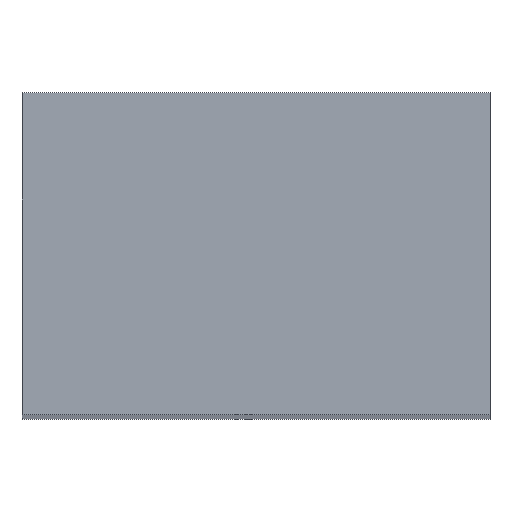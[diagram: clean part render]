
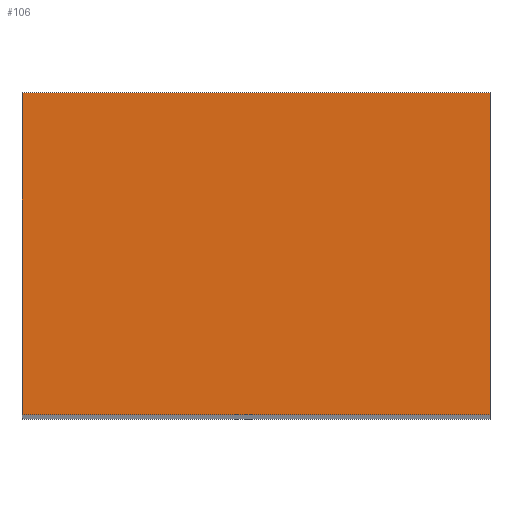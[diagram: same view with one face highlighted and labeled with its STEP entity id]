
A CAD part, top view. The second image highlights one B-rep face of the part: STEP entity #106.
In plain terms, the highlighted planar face has unit normal (0, 0, 1).
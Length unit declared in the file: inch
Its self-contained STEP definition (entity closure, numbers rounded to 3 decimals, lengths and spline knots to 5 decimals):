
#20=FACE_OUTER_BOUND('',#26,.T.);
#26=EDGE_LOOP('',(#91,#92,#93,#94));
#31=LINE('',#166,#43);
#34=LINE('',#171,#46);
#36=LINE('',#175,#48);
#38=LINE('',#178,#50);
#43=VECTOR('',#137,0.3937);
#46=VECTOR('',#142,0.3937);
#48=VECTOR('',#146,0.3937);
#50=VECTOR('',#150,0.3937);
#55=VERTEX_POINT('',#164);
#56=VERTEX_POINT('',#165);
#57=VERTEX_POINT('',#170);
#58=VERTEX_POINT('',#174);
#63=EDGE_CURVE('',#55,#56,#31,.T.);
#66=EDGE_CURVE('',#56,#57,#34,.T.);
#68=EDGE_CURVE('',#57,#58,#36,.T.);
#70=EDGE_CURVE('',#58,#55,#38,.T.);
#91=ORIENTED_EDGE('',*,*,#68,.F.);
#92=ORIENTED_EDGE('',*,*,#66,.F.);
#93=ORIENTED_EDGE('',*,*,#63,.F.);
#94=ORIENTED_EDGE('',*,*,#70,.F.);
#100=PLANE('',#126);
#106=ADVANCED_FACE('',(#20),#100,.F.);
#126=AXIS2_PLACEMENT_3D('',#179,#151,#152);
#137=DIRECTION('',(1.,0.,0.));
#142=DIRECTION('',(0.,-1.,0.));
#146=DIRECTION('',(-1.,0.,0.));
#150=DIRECTION('',(0.,1.,0.));
#151=DIRECTION('center_axis',(0.,0.,-1.));
#152=DIRECTION('ref_axis',(1.,0.,0.));
#164=CARTESIAN_POINT('',(-229.875,-3.,23.875));
#165=CARTESIAN_POINT('',(-225.875,-3.,23.875));
#166=CARTESIAN_POINT('',(-227.875,-3.,23.875));
#170=CARTESIAN_POINT('',(-225.875,-5.75,23.875));
#171=CARTESIAN_POINT('',(-225.875,-5.75,23.875));
#174=CARTESIAN_POINT('',(-229.875,-5.75,23.875));
#175=CARTESIAN_POINT('',(-229.875,-5.75,23.875));
#178=CARTESIAN_POINT('',(-229.875,-4.375,23.875));
#179=CARTESIAN_POINT('Origin',(-229.875,-5.75,23.875));
